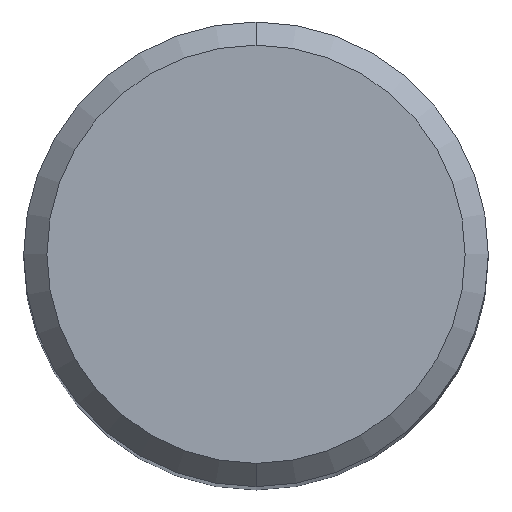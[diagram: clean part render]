
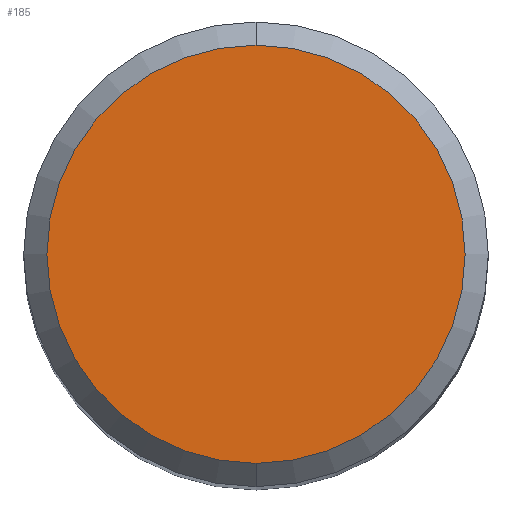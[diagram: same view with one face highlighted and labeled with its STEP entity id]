
A CAD part, top view. The second image highlights one B-rep face of the part: STEP entity #185.
In plain terms, the highlighted planar face has unit normal (0, 0, 1).
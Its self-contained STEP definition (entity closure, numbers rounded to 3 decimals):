
#185=ADVANCED_FACE('',(#493),#494,.T.);
#311=VERTEX_POINT('',#629);
#349=VERTEX_POINT('',#671);
#377=EDGE_CURVE('',#311,#349,#702,.T.);
#419=EDGE_CURVE('',#349,#311,#752,.T.);
#493=FACE_OUTER_BOUND('',#828,.T.);
#494=PLANE('',#829);
#629=CARTESIAN_POINT('',(0.0,5.4,0.0));
#671=CARTESIAN_POINT('',(0.,-5.4,0.0));
#702=CIRCLE('',#1308,5.4);
#752=CIRCLE('',#1406,5.4);
#828=EDGE_LOOP('',(#1528,#1529));
#829=AXIS2_PLACEMENT_3D('',#1530,#1531,#1532);
#1308=AXIS2_PLACEMENT_3D('',#1738,#1739,#1740);
#1406=AXIS2_PLACEMENT_3D('',#1816,#1817,#1818);
#1528=ORIENTED_EDGE('',*,*,#377,.F.);
#1529=ORIENTED_EDGE('',*,*,#419,.F.);
#1530=CARTESIAN_POINT('',(0.0,2.7,0.0));
#1531=DIRECTION('',(-0.0,0.0,1.0));
#1532=DIRECTION('',(0.0,-1.0,0.0));
#1738=CARTESIAN_POINT('',(0.0,0.0,0.0));
#1739=DIRECTION('',(0.0,0.0,-1.0));
#1740=DIRECTION('',(0.0,1.0,0.0));
#1816=CARTESIAN_POINT('',(0.0,0.0,0.0));
#1817=DIRECTION('',(0.0,0.0,-1.0));
#1818=DIRECTION('',(0.0,1.0,0.0));
